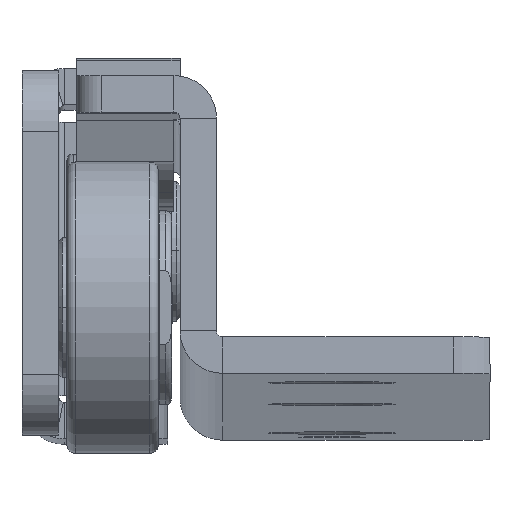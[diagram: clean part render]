
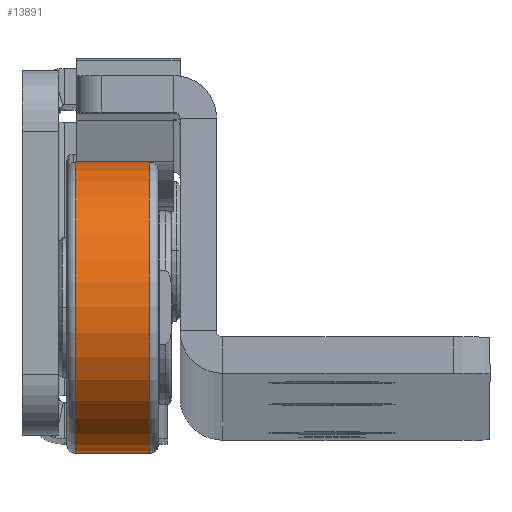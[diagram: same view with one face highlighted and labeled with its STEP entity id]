
A CAD part, top view. The second image highlights one B-rep face of the part: STEP entity #13891.
In plain terms, the highlighted cylindrical face has radius 12 mm (diameter 24 mm), a partial arc.
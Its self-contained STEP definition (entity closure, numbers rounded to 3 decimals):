
#549 = CIRCLE ( 'NONE', #2970, 12. ) ;
#687 = CARTESIAN_POINT ( 'NONE',  ( -3.75, 0., 0. ) ) ;
#1083 = DIRECTION ( 'NONE',  ( 0., -1., 0. ) ) ;
#1666 = VERTEX_POINT ( 'NONE', #13788 ) ;
#1809 = DIRECTION ( 'NONE',  ( -1., 0., 0. ) ) ;
#2327 = CARTESIAN_POINT ( 'NONE',  ( -3.75, 12., 0. ) ) ;
#2354 = AXIS2_PLACEMENT_3D ( 'NONE', #11821, #3605, #14160 ) ;
#2805 = AXIS2_PLACEMENT_3D ( 'NONE', #687, #1809, #5513 ) ;
#2884 = VERTEX_POINT ( 'NONE', #9383 ) ;
#2970 = AXIS2_PLACEMENT_3D ( 'NONE', #5558, #8926, #1083 ) ;
#3605 = DIRECTION ( 'NONE',  ( 1., 0., 0. ) ) ;
#3610 = LINE ( 'NONE', #2327, #5433 ) ;
#3714 = VERTEX_POINT ( 'NONE', #4068 ) ;
#4068 = CARTESIAN_POINT ( 'NONE',  ( 3.05, 12., 0. ) ) ;
#4336 = CARTESIAN_POINT ( 'NONE',  ( -3.75, -12., 0. ) ) ;
#4405 = EDGE_CURVE ( 'NONE', #3714, #1666, #549, .T. ) ;
#4754 = DIRECTION ( 'NONE',  ( -1., 0., 0. ) ) ;
#4769 = CIRCLE ( 'NONE', #2354, 12. ) ;
#4923 = FACE_OUTER_BOUND ( 'NONE', #9055, .T. ) ;
#5433 = VECTOR ( 'NONE', #4754, 1000. ) ;
#5513 = DIRECTION ( 'NONE',  ( 0., -1., 0. ) ) ;
#5536 = DIRECTION ( 'NONE',  ( -1., 0., 0. ) ) ;
#5558 = CARTESIAN_POINT ( 'NONE',  ( 3.05, 0., 0. ) ) ;
#5604 = LINE ( 'NONE', #4336, #11539 ) ;
#7336 = EDGE_CURVE ( 'NONE', #1666, #2884, #5604, .T. ) ;
#8310 = VERTEX_POINT ( 'NONE', #11538 ) ;
#8760 = EDGE_CURVE ( 'NONE', #3714, #8310, #3610, .T. ) ;
#8926 = DIRECTION ( 'NONE',  ( -1., 0., 0. ) ) ;
#9055 = EDGE_LOOP ( 'NONE', ( #11886, #14930, #13738, #9896 ) ) ;
#9383 = CARTESIAN_POINT ( 'NONE',  ( -3.05, -12., 0. ) ) ;
#9556 = CYLINDRICAL_SURFACE ( 'NONE', #2805, 12. ) ;
#9896 = ORIENTED_EDGE ( 'NONE', *, *, #12847, .T. ) ;
#11538 = CARTESIAN_POINT ( 'NONE',  ( -3.05, 12., 0. ) ) ;
#11539 = VECTOR ( 'NONE', #5536, 1000. ) ;
#11821 = CARTESIAN_POINT ( 'NONE',  ( -3.05, 0., 0. ) ) ;
#11886 = ORIENTED_EDGE ( 'NONE', *, *, #8760, .F. ) ;
#12847 = EDGE_CURVE ( 'NONE', #2884, #8310, #4769, .T. ) ;
#13738 = ORIENTED_EDGE ( 'NONE', *, *, #7336, .T. ) ;
#13788 = CARTESIAN_POINT ( 'NONE',  ( 3.05, -12., 0. ) ) ;
#13891 = ADVANCED_FACE ( 'NONE', ( #4923 ), #9556, .T. ) ;
#14160 = DIRECTION ( 'NONE',  ( 0., 1., 0. ) ) ;
#14930 = ORIENTED_EDGE ( 'NONE', *, *, #4405, .T. ) ;
